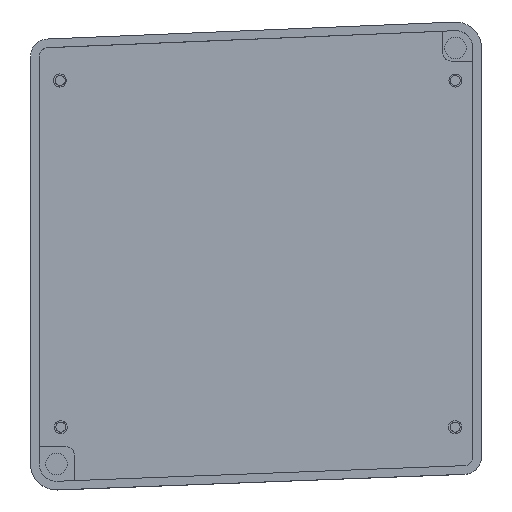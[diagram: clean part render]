
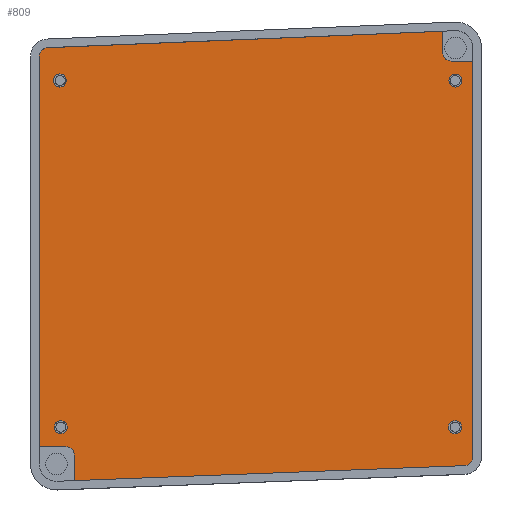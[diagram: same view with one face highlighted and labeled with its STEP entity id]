
A CAD part, top view. The second image highlights one B-rep face of the part: STEP entity #809.
In plain terms, the highlighted planar face has unit normal (0, 0, 1).
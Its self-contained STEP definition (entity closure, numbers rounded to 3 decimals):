
#16=FACE_BOUND('',#150,.T.);
#17=FACE_BOUND('',#151,.T.);
#18=FACE_BOUND('',#152,.T.);
#19=FACE_BOUND('',#153,.T.);
#54=CIRCLE('',#881,2.);
#55=CIRCLE('',#882,2.);
#56=CIRCLE('',#883,2.);
#57=CIRCLE('',#884,2.);
#58=CIRCLE('',#885,1.5);
#59=CIRCLE('',#886,1.5);
#60=CIRCLE('',#887,1.5);
#61=CIRCLE('',#888,1.5);
#97=FACE_OUTER_BOUND('',#149,.T.);
#149=EDGE_LOOP('',(#585,#586,#587,#588,#589,#590,#591,#592,#593,#594,#595,
#596));
#150=EDGE_LOOP('',(#597));
#151=EDGE_LOOP('',(#598));
#152=EDGE_LOOP('',(#599));
#153=EDGE_LOOP('',(#600));
#226=LINE('',#1277,#300);
#227=LINE('',#1281,#301);
#228=LINE('',#1283,#302);
#229=LINE('',#1287,#303);
#230=LINE('',#1289,#304);
#231=LINE('',#1293,#305);
#232=LINE('',#1295,#306);
#233=LINE('',#1298,#307);
#300=VECTOR('',#1013,10.);
#301=VECTOR('',#1016,10.);
#302=VECTOR('',#1017,10.);
#303=VECTOR('',#1020,10.);
#304=VECTOR('',#1021,10.);
#305=VECTOR('',#1024,10.);
#306=VECTOR('',#1025,10.);
#307=VECTOR('',#1028,10.);
#372=VERTEX_POINT('',#1275);
#373=VERTEX_POINT('',#1276);
#374=VERTEX_POINT('',#1278);
#375=VERTEX_POINT('',#1280);
#376=VERTEX_POINT('',#1282);
#377=VERTEX_POINT('',#1284);
#378=VERTEX_POINT('',#1286);
#379=VERTEX_POINT('',#1288);
#380=VERTEX_POINT('',#1290);
#381=VERTEX_POINT('',#1292);
#382=VERTEX_POINT('',#1294);
#383=VERTEX_POINT('',#1296);
#384=VERTEX_POINT('',#1299);
#385=VERTEX_POINT('',#1301);
#386=VERTEX_POINT('',#1303);
#387=VERTEX_POINT('',#1305);
#456=EDGE_CURVE('',#372,#373,#226,.T.);
#457=EDGE_CURVE('',#374,#372,#54,.T.);
#458=EDGE_CURVE('',#375,#374,#227,.T.);
#459=EDGE_CURVE('',#376,#375,#228,.T.);
#460=EDGE_CURVE('',#377,#376,#55,.T.);
#461=EDGE_CURVE('',#378,#377,#229,.T.);
#462=EDGE_CURVE('',#379,#378,#230,.T.);
#463=EDGE_CURVE('',#380,#379,#56,.T.);
#464=EDGE_CURVE('',#381,#380,#231,.T.);
#465=EDGE_CURVE('',#382,#381,#232,.T.);
#466=EDGE_CURVE('',#383,#382,#57,.T.);
#467=EDGE_CURVE('',#373,#383,#233,.T.);
#468=EDGE_CURVE('',#384,#384,#58,.T.);
#469=EDGE_CURVE('',#385,#385,#59,.T.);
#470=EDGE_CURVE('',#386,#386,#60,.T.);
#471=EDGE_CURVE('',#387,#387,#61,.T.);
#585=ORIENTED_EDGE('',*,*,#456,.F.);
#586=ORIENTED_EDGE('',*,*,#457,.F.);
#587=ORIENTED_EDGE('',*,*,#458,.F.);
#588=ORIENTED_EDGE('',*,*,#459,.F.);
#589=ORIENTED_EDGE('',*,*,#460,.F.);
#590=ORIENTED_EDGE('',*,*,#461,.F.);
#591=ORIENTED_EDGE('',*,*,#462,.F.);
#592=ORIENTED_EDGE('',*,*,#463,.F.);
#593=ORIENTED_EDGE('',*,*,#464,.F.);
#594=ORIENTED_EDGE('',*,*,#465,.F.);
#595=ORIENTED_EDGE('',*,*,#466,.F.);
#596=ORIENTED_EDGE('',*,*,#467,.F.);
#597=ORIENTED_EDGE('',*,*,#468,.F.);
#598=ORIENTED_EDGE('',*,*,#469,.F.);
#599=ORIENTED_EDGE('',*,*,#470,.F.);
#600=ORIENTED_EDGE('',*,*,#471,.F.);
#776=PLANE('',#880);
#809=ADVANCED_FACE('',(#97,#16,#17,#18,#19),#776,.T.);
#880=AXIS2_PLACEMENT_3D('',#1274,#1011,#1012);
#881=AXIS2_PLACEMENT_3D('',#1279,#1014,#1015);
#882=AXIS2_PLACEMENT_3D('',#1285,#1018,#1019);
#883=AXIS2_PLACEMENT_3D('',#1291,#1022,#1023);
#884=AXIS2_PLACEMENT_3D('',#1297,#1026,#1027);
#885=AXIS2_PLACEMENT_3D('',#1300,#1029,#1030);
#886=AXIS2_PLACEMENT_3D('',#1302,#1031,#1032);
#887=AXIS2_PLACEMENT_3D('',#1304,#1033,#1034);
#888=AXIS2_PLACEMENT_3D('',#1306,#1035,#1036);
#1011=DIRECTION('center_axis',(0.,0.,1.));
#1012=DIRECTION('ref_axis',(-1.,0.,0.));
#1013=DIRECTION('',(1.,0.,0.));
#1014=DIRECTION('center_axis',(0.,0.,1.));
#1015=DIRECTION('ref_axis',(-1.,0.,0.));
#1016=DIRECTION('',(0.,-1.,0.));
#1017=DIRECTION('',(0.999,0.042,0.));
#1018=DIRECTION('center_axis',(0.,0.,-1.));
#1019=DIRECTION('ref_axis',(-0.042,0.999,0.));
#1020=DIRECTION('',(0.,1.,0.));
#1021=DIRECTION('',(-1.,0.,0.));
#1022=DIRECTION('center_axis',(0.,0.,1.));
#1023=DIRECTION('ref_axis',(1.,0.,0.));
#1024=DIRECTION('',(0.,1.,0.));
#1025=DIRECTION('',(-0.999,-0.038,0.));
#1026=DIRECTION('center_axis',(0.,0.,-1.));
#1027=DIRECTION('ref_axis',(0.038,-0.999,0.));
#1028=DIRECTION('',(0.,-1.,0.));
#1029=DIRECTION('center_axis',(0.,0.,1.));
#1030=DIRECTION('ref_axis',(-1.,0.,0.));
#1031=DIRECTION('center_axis',(0.,0.,1.));
#1032=DIRECTION('ref_axis',(-1.,0.,0.));
#1033=DIRECTION('center_axis',(0.,0.,1.));
#1034=DIRECTION('ref_axis',(-1.,0.,0.));
#1035=DIRECTION('center_axis',(0.,0.,1.));
#1036=DIRECTION('ref_axis',(-1.,0.,0.));
#1274=CARTESIAN_POINT('Origin',(51.957,48.999,4.6));
#1275=CARTESIAN_POINT('',(97.,94.,4.6));
#1276=CARTESIAN_POINT('',(102.,94.,4.6));
#1277=CARTESIAN_POINT('',(76.979,94.,4.6));
#1278=CARTESIAN_POINT('',(95.,96.,4.6));
#1279=CARTESIAN_POINT('Origin',(97.,96.,4.6));
#1280=CARTESIAN_POINT('',(95.,100.875,4.6));
#1281=CARTESIAN_POINT('',(95.,72.5,4.6));
#1282=CARTESIAN_POINT('',(3.831,97.076,4.6));
#1283=CARTESIAN_POINT('',(73.937,99.997,4.6));
#1284=CARTESIAN_POINT('',(1.915,95.078,4.6));
#1285=CARTESIAN_POINT('Origin',(3.915,95.078,4.6));
#1286=CARTESIAN_POINT('',(1.915,5.,4.6));
#1287=CARTESIAN_POINT('',(1.915,72.039,4.6));
#1288=CARTESIAN_POINT('',(8.,5.,4.6));
#1289=CARTESIAN_POINT('',(26.936,5.,4.6));
#1290=CARTESIAN_POINT('',(10.,3.,4.6));
#1291=CARTESIAN_POINT('Origin',(8.,3.,4.6));
#1292=CARTESIAN_POINT('',(10.,-2.847,4.6));
#1293=CARTESIAN_POINT('',(10.,26.,4.6));
#1294=CARTESIAN_POINT('',(100.077,0.603,4.6));
#1295=CARTESIAN_POINT('',(29.965,-2.082,4.6));
#1296=CARTESIAN_POINT('',(102.,2.602,4.6));
#1297=CARTESIAN_POINT('Origin',(100.,2.602,4.6));
#1298=CARTESIAN_POINT('',(102.,25.8,4.6));
#1299=CARTESIAN_POINT('',(99.4,9.5,4.6));
#1300=CARTESIAN_POINT('Origin',(97.9,9.5,4.6));
#1301=CARTESIAN_POINT('',(8.4,9.5,4.6));
#1302=CARTESIAN_POINT('Origin',(6.9,9.5,4.6));
#1303=CARTESIAN_POINT('',(8.193,89.508,4.6));
#1304=CARTESIAN_POINT('Origin',(6.693,89.508,4.6));
#1305=CARTESIAN_POINT('',(99.5,89.5,4.6));
#1306=CARTESIAN_POINT('Origin',(98.,89.5,4.6));
